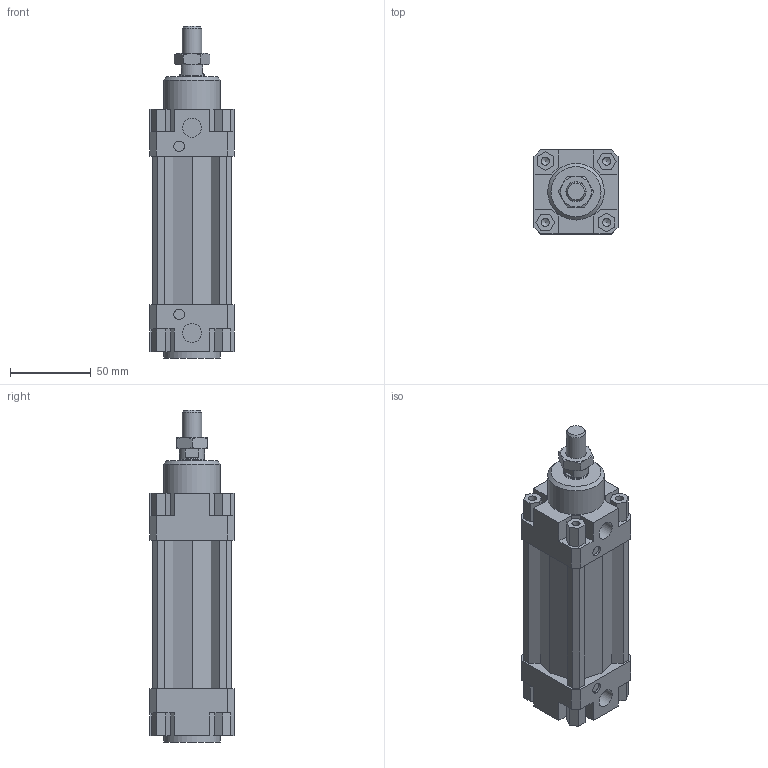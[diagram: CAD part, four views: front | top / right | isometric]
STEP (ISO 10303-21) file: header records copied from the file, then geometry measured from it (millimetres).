
FILE_DESCRIPTION(/* description */ ('Unknown'),/* implementation_level */ '2;1');
FILE_NAME(/* name */ '1319.40.45.01',/* time_stamp */ '2020-09-29T09:02:58-04:00',/* author */ ('Unknown'),/* organization */ ('Unknown'),/* preprocessor_version */ 'ST-DEVELOPER v16.7',/* originating_system */ 'Solid Edge',/* authorisation */ 'Unknown');
FILE_SCHEMA (('AUTOMOTIVE_DESIGN {1 0 10303 214 3 1 1}'));
Length unit declared in the file: millimetre
Products named in the file (4): 1319.40.45.01; CIM02_40_50; CIM01_40_50; 1320_40_18F
Assembly tree (3 placements, depth 2):
  1319.40.45.01
    CIM02_40_50
    CIM01_40_50
    1320_40_18F
Bounding box: 52 x 52 x 205.5 mm (x, y, z)
Volume: 344815.4 mm3; surface area: 56496.2 mm2
Topology: 3 solids, 3 shells, 204 faces, 516 edges, 336 vertices
Faces by surface type: plane 158, cone 26, cylinder 20
Full cylindrical faces by diameter (mm): 5 x8, 6.5 x2, 10.75 x1, 10.8 x1, 11.6 x2, 12 x1, 15.5 x1, 16 x2, 35 x2
Entity records: 5854 total; most frequent: CARTESIAN_POINT 1056, ORIENTED_EDGE 938, DIRECTION 920, EDGE_CURVE 469, LINE 386, VECTOR 386, VERTEX_POINT 331, AXIS2_PLACEMENT_3D 267
